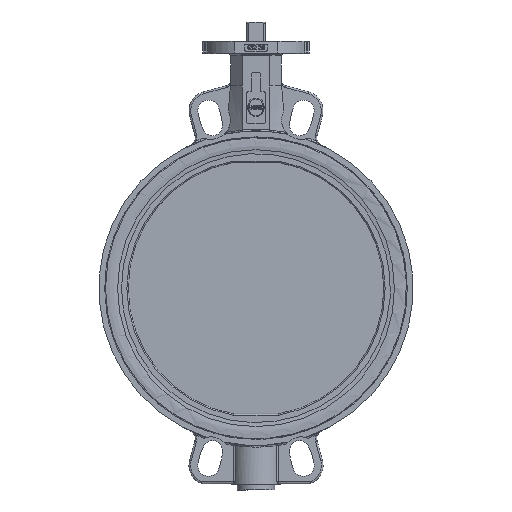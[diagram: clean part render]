
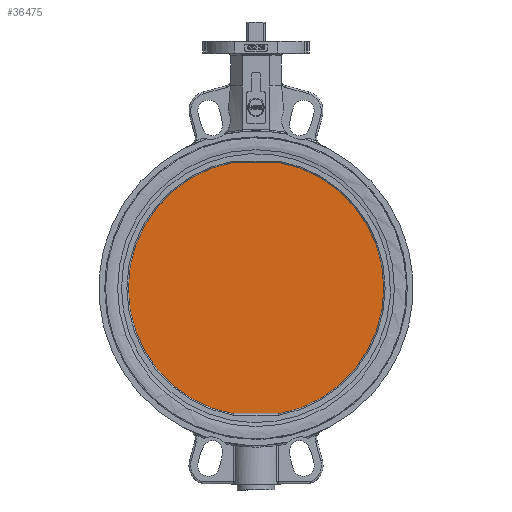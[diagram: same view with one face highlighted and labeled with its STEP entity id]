
A CAD part, front view. The second image highlights one B-rep face of the part: STEP entity #36475.
In plain terms, the highlighted planar face has unit normal (0, 1, 0).
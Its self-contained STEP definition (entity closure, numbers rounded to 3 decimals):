
#33448=CARTESIAN_POINT('',(0.0,-32.5,173.0));
#33449=VERTEX_POINT('',#33448);
#33450=CARTESIAN_POINT('',(0.0,-32.5,0.0));
#33451=DIRECTION('',(0.0,-1.0,0.0));
#33452=DIRECTION('',(0.0,0.0,1.0));
#33453=AXIS2_PLACEMENT_3D('',#33450,#33451,#33452);
#33454=CIRCLE('',#33453,173.0);
#33455=EDGE_CURVE('',#33449,#33449,#33454,.T.);
#34034=CARTESIAN_POINT('',(74.353,-32.5,-156.65));
#34035=VERTEX_POINT('',#34034);
#34036=CARTESIAN_POINT('',(0.,-32.5,0.));
#34037=DIRECTION('',(0.0,-1.0,0.0));
#34038=DIRECTION('',(-1.0,0.0,0.0));
#34039=AXIS2_PLACEMENT_3D('',#34036,#34037,#34038);
#34040=CIRCLE('',#34039,173.4);
#34041=EDGE_CURVE('',#34035,#34035,#34040,.T.);
#36464=CARTESIAN_POINT('',(-165.025,-32.5,0.));
#36465=DIRECTION('',(0.0,1.0,0.0));
#36466=DIRECTION('',(0.0,0.0,1.0));
#36467=AXIS2_PLACEMENT_3D('',#36464,#36465,#36466);
#36468=PLANE('',#36467);
#36469=ORIENTED_EDGE('',*,*,#34041,.F.);
#36470=EDGE_LOOP('',(#36469));
#36471=FACE_OUTER_BOUND('',#36470,.T.);
#36472=ORIENTED_EDGE('',*,*,#33455,.T.);
#36473=EDGE_LOOP('',(#36472));
#36474=FACE_BOUND('',#36473,.T.);
#36475=ADVANCED_FACE('',(#36471,#36474),#36468,.T.);
